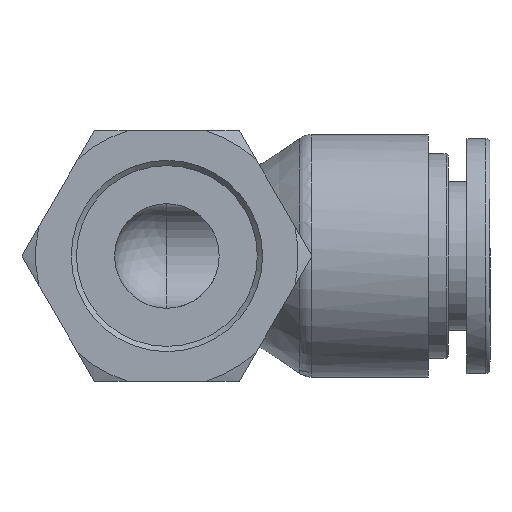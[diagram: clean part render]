
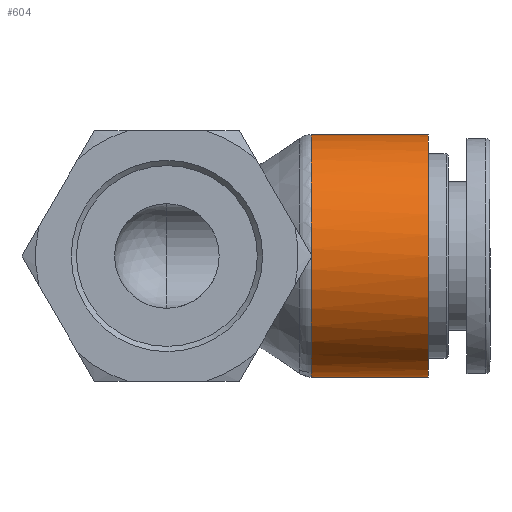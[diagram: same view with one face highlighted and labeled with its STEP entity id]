
A CAD part, front view. The second image highlights one B-rep face of the part: STEP entity #604.
In plain terms, the highlighted cylindrical face has radius 11.6 mm (diameter 23.2 mm), a full revolution.
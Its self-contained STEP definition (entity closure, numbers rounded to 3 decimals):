
#477=CARTESIAN_POINT('',(13.803,11.6,0.));
#478=VERTEX_POINT('',#477);
#479=CARTESIAN_POINT('',(13.803,0.,0.0));
#480=DIRECTION('',(-1.0,0.0,0.0));
#481=DIRECTION('',(0.0,-1.0,0.0));
#482=AXIS2_PLACEMENT_3D('',#479,#480,#481);
#483=CIRCLE('',#482,11.6);
#484=EDGE_CURVE('',#478,#478,#483,.T.);
#585=CARTESIAN_POINT('',(19.1,0.,0.0));
#586=DIRECTION('',(1.0,0.,0.0));
#587=DIRECTION('',(0.0,1.0,0.0));
#588=AXIS2_PLACEMENT_3D('',#585,#586,#587);
#589=CYLINDRICAL_SURFACE('',#588,11.6);
#590=CARTESIAN_POINT('',(25.0,11.6,0.0));
#591=VERTEX_POINT('',#590);
#592=CARTESIAN_POINT('',(25.0,0.,0.0));
#593=DIRECTION('',(1.0,0.0,0.0));
#594=DIRECTION('',(0.0,1.0,0.0));
#595=AXIS2_PLACEMENT_3D('',#592,#593,#594);
#596=CIRCLE('',#595,11.6);
#597=EDGE_CURVE('',#591,#591,#596,.T.);
#598=ORIENTED_EDGE('',*,*,#597,.F.);
#599=EDGE_LOOP('',(#598));
#600=FACE_OUTER_BOUND('',#599,.T.);
#601=ORIENTED_EDGE('',*,*,#484,.F.);
#602=EDGE_LOOP('',(#601));
#603=FACE_BOUND('',#602,.T.);
#604=ADVANCED_FACE('',(#600,#603),#589,.T.);
